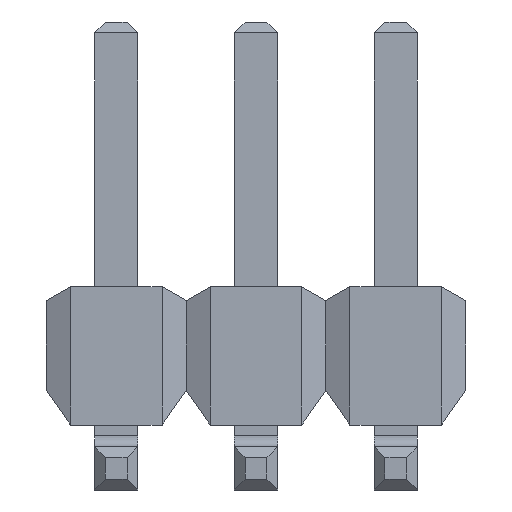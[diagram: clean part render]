
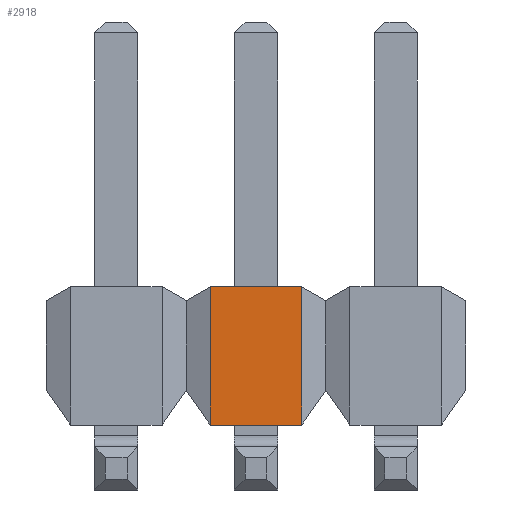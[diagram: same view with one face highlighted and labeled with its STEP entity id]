
A CAD part, front view. The second image highlights one B-rep face of the part: STEP entity #2918.
In plain terms, the highlighted planar face has unit normal (0, -1, 0).
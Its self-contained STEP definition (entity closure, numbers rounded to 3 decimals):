
#2606=CARTESIAN_POINT('',(0.832,-2.477,3.696));
#2605=VERTEX_POINT('',#2606);
#2637=CARTESIAN_POINT('',(-0.832,-2.477,3.696));
#2636=VERTEX_POINT('',#2637);
#2633=EDGE_CURVE('',#2605,#2636,#2638,.T.);
#2638=LINE('',#2606,#2640);
#2640=VECTOR('',#2641,1.664);
#2641=DIRECTION('',(-1.0,0.0,0.0));
#2880=CARTESIAN_POINT('',(-0.832,-2.477,1.181));
#2879=VERTEX_POINT('',#2880);
#2888=EDGE_CURVE('',#2636,#2879,#2893,.T.);
#2893=LINE('',#2637,#2895);
#2895=VECTOR('',#2896,2.515);
#2896=DIRECTION('',(0.0,0.0,-1.0));
#2918=ADVANCED_FACE('',(#2924),#2919,.T.);
#2919=PLANE('',#2920);
#2920=AXIS2_PLACEMENT_3D('',#2921,#2922,#2923);
#2921=CARTESIAN_POINT('',(-0.832,-2.477,1.181));
#2922=DIRECTION('',(0.0,-1.0,0.0));
#2923=DIRECTION('',(0.,0.,1.));
#2924=FACE_OUTER_BOUND('',#2925,.T.);
#2925=EDGE_LOOP('',(#2926,#2936,#2946,#2956));
#2929=CARTESIAN_POINT('',(0.832,-2.477,1.181));
#2928=VERTEX_POINT('',#2929);
#2927=EDGE_CURVE('',#2928,#2879,#2932,.T.);
#2932=LINE('',#2929,#2934);
#2934=VECTOR('',#2935,1.664);
#2935=DIRECTION('',(-1.0,0.0,0.0));
#2926=ORIENTED_EDGE('',*,*,#2927,.F.);
#2937=EDGE_CURVE('',#2605,#2928,#2942,.T.);
#2942=LINE('',#2606,#2944);
#2944=VECTOR('',#2945,2.515);
#2945=DIRECTION('',(0.0,0.0,-1.0));
#2936=ORIENTED_EDGE('',*,*,#2937,.F.);
#2946=ORIENTED_EDGE('',*,*,#2633,.T.);
#2956=ORIENTED_EDGE('',*,*,#2888,.T.);
